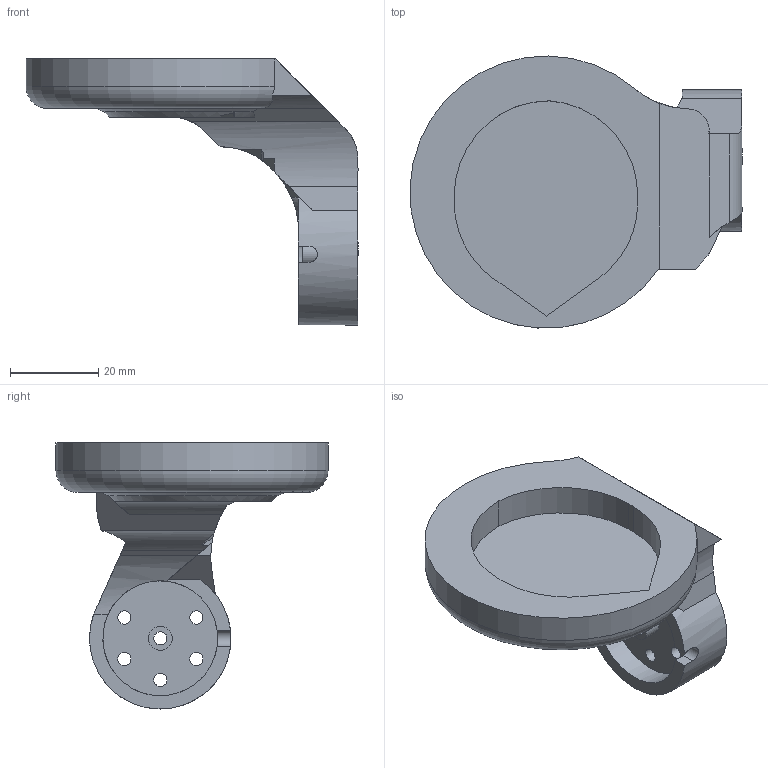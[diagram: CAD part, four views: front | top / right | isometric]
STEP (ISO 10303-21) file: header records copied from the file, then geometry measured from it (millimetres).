
FILE_DESCRIPTION(/* description */ (''),/* implementation_level */ '2;1');
FILE_NAME(/* name */ 'Neck Lever v1.step',/* time_stamp */ '2021-04-16T20:41:50+01:00',/* author */ (''),/* organization */ (''),/* preprocessor_version */ 'ST-DEVELOPER v18.1',/* originating_system */ 'Autodesk Translation Framework v10.6.0.1341',/* authorisation */ '');
FILE_SCHEMA (('AUTOMOTIVE_DESIGN { 1 0 10303 214 3 1 1 }'));
Length unit declared in the file: millimetre
Products named in the file (2): Neck Lever; Neck_Lever_v2
Assembly tree (1 placements, depth 2):
  Neck Lever
    Neck_Lever_v2
Bounding box: 75.1 x 61.53 x 60.19 mm (x, y, z)
Volume: 42661.6 mm3; surface area: 14401.5 mm2
Topology: 1 solids, 1 shells, 106 faces, 284 edges, 188 vertices
Faces by surface type: plane 73, cylinder 28, torus 3, cone 2
Full cylindrical faces by diameter (mm): 3 x6, 5.4 x2, 26 x1
Entity records: 3489 total; most frequent: CARTESIAN_POINT 721, ORIENTED_EDGE 568, DIRECTION 558, EDGE_CURVE 284, VERTEX_POINT 188, LINE 186, VECTOR 186, AXIS2_PLACEMENT_3D 186
